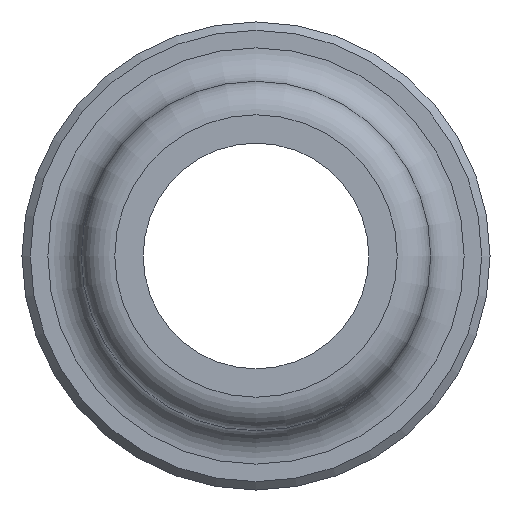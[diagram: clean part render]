
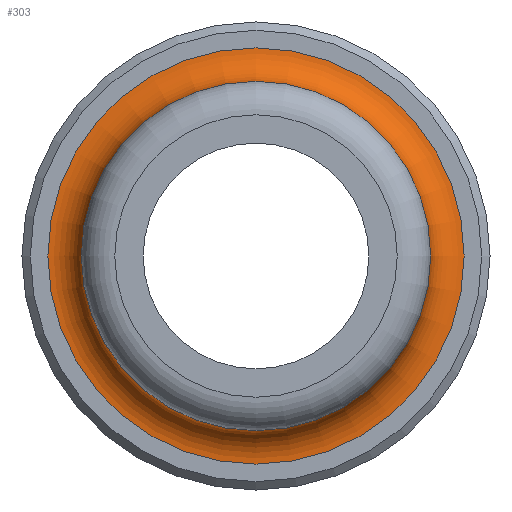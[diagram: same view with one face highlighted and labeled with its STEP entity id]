
A CAD part, left-side view. The second image highlights one B-rep face of the part: STEP entity #303.
In plain terms, the highlighted toroidal (fillet/blend) face has major radius 12.45 mm and minor radius 2 mm.
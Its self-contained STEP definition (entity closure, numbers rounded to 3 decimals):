
#164=CARTESIAN_POINT('',(30.0,12.45,0.));
#165=VERTEX_POINT('',#164);
#166=CARTESIAN_POINT('',(30.0,0.0,0.0));
#167=DIRECTION('',(-1.0,0.0,0.0));
#168=DIRECTION('',(0.0,-1.0,0.0));
#169=AXIS2_PLACEMENT_3D('',#166,#167,#168);
#170=CIRCLE('',#169,12.45);
#171=EDGE_CURVE('',#165,#165,#170,.T.);
#284=CARTESIAN_POINT('',(28.0,0.0,0.0));
#285=DIRECTION('',(1.0,0.0,0.0));
#286=DIRECTION('',(0.0,0.0,-1.0));
#287=AXIS2_PLACEMENT_3D('',#284,#285,#286);
#288=TOROIDAL_SURFACE('',#287,12.45,2.0);
#289=CARTESIAN_POINT('',(28.0,10.45,0.0));
#290=VERTEX_POINT('',#289);
#291=CARTESIAN_POINT('',(28.0,0.0,0.0));
#292=DIRECTION('',(1.0,0.0,0.0));
#293=DIRECTION('',(0.0,-1.0,0.0));
#294=AXIS2_PLACEMENT_3D('',#291,#292,#293);
#295=CIRCLE('',#294,10.45);
#296=EDGE_CURVE('',#290,#290,#295,.T.);
#297=ORIENTED_EDGE('',*,*,#296,.T.);
#298=EDGE_LOOP('',(#297));
#299=FACE_OUTER_BOUND('',#298,.T.);
#300=ORIENTED_EDGE('',*,*,#171,.T.);
#301=EDGE_LOOP('',(#300));
#302=FACE_BOUND('',#301,.T.);
#303=ADVANCED_FACE('',(#299,#302),#288,.F.);
